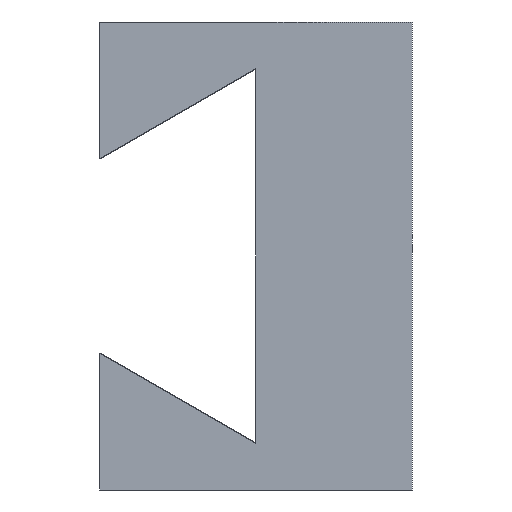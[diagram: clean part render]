
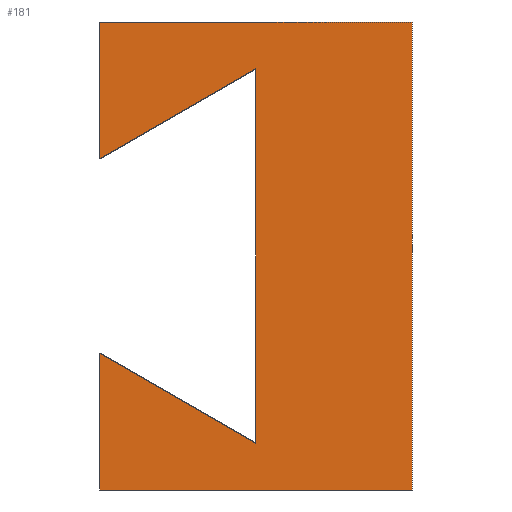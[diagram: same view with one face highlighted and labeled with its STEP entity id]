
A CAD part, left-side view. The second image highlights one B-rep face of the part: STEP entity #181.
In plain terms, the highlighted planar face has unit normal (-1, 0, 0).
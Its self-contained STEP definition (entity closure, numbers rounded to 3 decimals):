
#15=FACE_OUTER_BOUND('',#25,.T.);
#25=EDGE_LOOP('',(#123,#124,#125,#126,#127,#128,#129,#130));
#35=LINE('',#259,#59);
#36=LINE('',#261,#60);
#37=LINE('',#263,#61);
#38=LINE('',#265,#62);
#39=LINE('',#267,#63);
#40=LINE('',#269,#64);
#41=LINE('',#271,#65);
#42=LINE('',#272,#66);
#59=VECTOR('',#213,10.);
#60=VECTOR('',#214,10.);
#61=VECTOR('',#215,10.);
#62=VECTOR('',#216,10.);
#63=VECTOR('',#217,10.);
#64=VECTOR('',#218,10.);
#65=VECTOR('',#219,10.);
#66=VECTOR('',#220,10.);
#83=VERTEX_POINT('',#257);
#84=VERTEX_POINT('',#258);
#85=VERTEX_POINT('',#260);
#86=VERTEX_POINT('',#262);
#87=VERTEX_POINT('',#264);
#88=VERTEX_POINT('',#266);
#89=VERTEX_POINT('',#268);
#90=VERTEX_POINT('',#270);
#99=EDGE_CURVE('',#83,#84,#35,.T.);
#100=EDGE_CURVE('',#84,#85,#36,.T.);
#101=EDGE_CURVE('',#85,#86,#37,.T.);
#102=EDGE_CURVE('',#86,#87,#38,.T.);
#103=EDGE_CURVE('',#87,#88,#39,.T.);
#104=EDGE_CURVE('',#88,#89,#40,.T.);
#105=EDGE_CURVE('',#89,#90,#41,.T.);
#106=EDGE_CURVE('',#90,#83,#42,.T.);
#123=ORIENTED_EDGE('',*,*,#99,.T.);
#124=ORIENTED_EDGE('',*,*,#100,.T.);
#125=ORIENTED_EDGE('',*,*,#101,.T.);
#126=ORIENTED_EDGE('',*,*,#102,.T.);
#127=ORIENTED_EDGE('',*,*,#103,.T.);
#128=ORIENTED_EDGE('',*,*,#104,.T.);
#129=ORIENTED_EDGE('',*,*,#105,.T.);
#130=ORIENTED_EDGE('',*,*,#106,.T.);
#171=PLANE('',#199);
#181=ADVANCED_FACE('',(#15),#171,.T.);
#199=AXIS2_PLACEMENT_3D('',#256,#211,#212);
#211=DIRECTION('center_axis',(-1.,0.,0.));
#212=DIRECTION('ref_axis',(0.,0.,1.));
#213=DIRECTION('',(0.,0.,-1.));
#214=DIRECTION('',(0.,0.866,0.5));
#215=DIRECTION('',(0.,0.,-1.));
#216=DIRECTION('',(0.,-1.,0.));
#217=DIRECTION('',(0.,0.,1.));
#218=DIRECTION('',(0.,1.,0.));
#219=DIRECTION('',(0.,0.,-1.));
#220=DIRECTION('',(0.,-0.866,0.5));
#256=CARTESIAN_POINT('Origin',(-55.,-0.067,0.));
#257=CARTESIAN_POINT('',(-55.,0.,12.));
#258=CARTESIAN_POINT('',(-55.,0.,-12.));
#259=CARTESIAN_POINT('',(-55.,0.,12.));
#260=CARTESIAN_POINT('',(-55.,10.,-6.226));
#261=CARTESIAN_POINT('',(-55.,0.,-12.));
#262=CARTESIAN_POINT('',(-55.,10.,-15.));
#263=CARTESIAN_POINT('',(-55.,10.,-6.226));
#264=CARTESIAN_POINT('',(-55.,-10.,-15.));
#265=CARTESIAN_POINT('',(-55.,10.,-15.));
#266=CARTESIAN_POINT('',(-55.,-10.,15.));
#267=CARTESIAN_POINT('',(-55.,-10.,-15.));
#268=CARTESIAN_POINT('',(-55.,10.,15.));
#269=CARTESIAN_POINT('',(-55.,-10.,15.));
#270=CARTESIAN_POINT('',(-55.,10.,6.226));
#271=CARTESIAN_POINT('',(-55.,10.,15.));
#272=CARTESIAN_POINT('',(-55.,10.,6.226));
